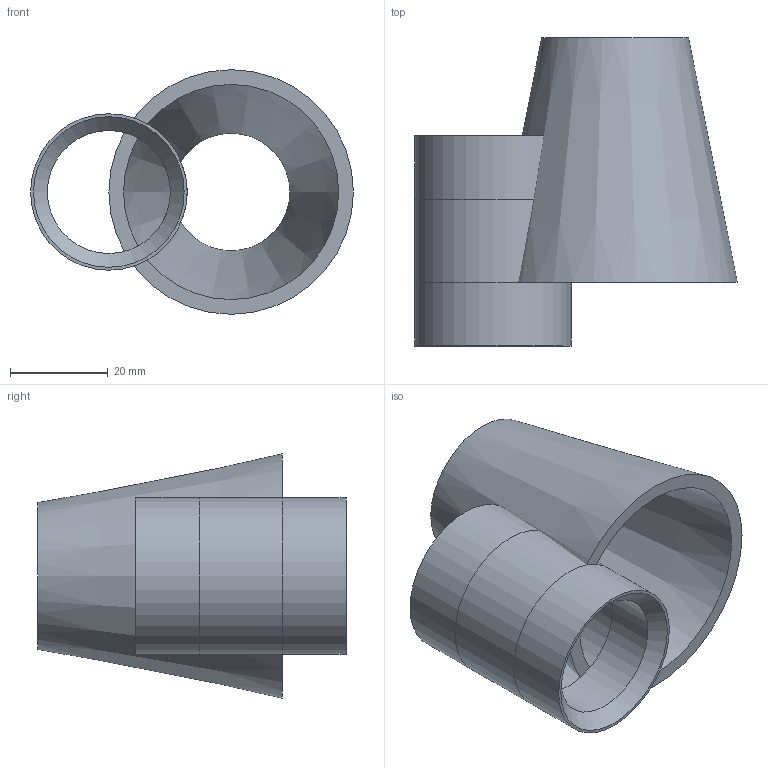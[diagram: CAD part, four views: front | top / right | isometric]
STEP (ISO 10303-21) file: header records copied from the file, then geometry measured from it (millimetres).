
FILE_DESCRIPTION(/* description */ (''),/* implementation_level */ '2;1');
FILE_NAME(/* name */ 'Aufnahme v3_v1.step',/* time_stamp */ '2025-03-29T15:13:57+01:00',/* author */ (''),/* organization */ (''),/* preprocessor_version */ 'ST-DEVELOPER v20.1',/* originating_system */ 'Autodesk Translation Framework v14.4.0.0',/* authorisation */ '');
FILE_SCHEMA (('AUTOMOTIVE_DESIGN { 1 0 10303 214 3 1 1 }'));
Length unit declared in the file: millimetre
Products named in the file (1): Aufnahme v3
Bounding box: 66 x 63 x 50 mm (x, y, z)
Volume: 29794 mm3; surface area: 21861.5 mm2
Topology: 4 solids, 4 shells, 19 faces, 32 edges, 21 vertices
Faces by surface type: plane 8, cylinder 7, cone 4
Full cylindrical faces by diameter (mm): 8 x1, 25.157 x2, 25.158 x1, 32 x3
Entity records: 567 total; most frequent: CARTESIAN_POINT 140, DIRECTION 87, ORIENTED_EDGE 64, AXIS2_PLACEMENT_3D 38, EDGE_CURVE 32, EDGE_LOOP 29, VERTEX_POINT 21, FACE_OUTER_BOUND 19
